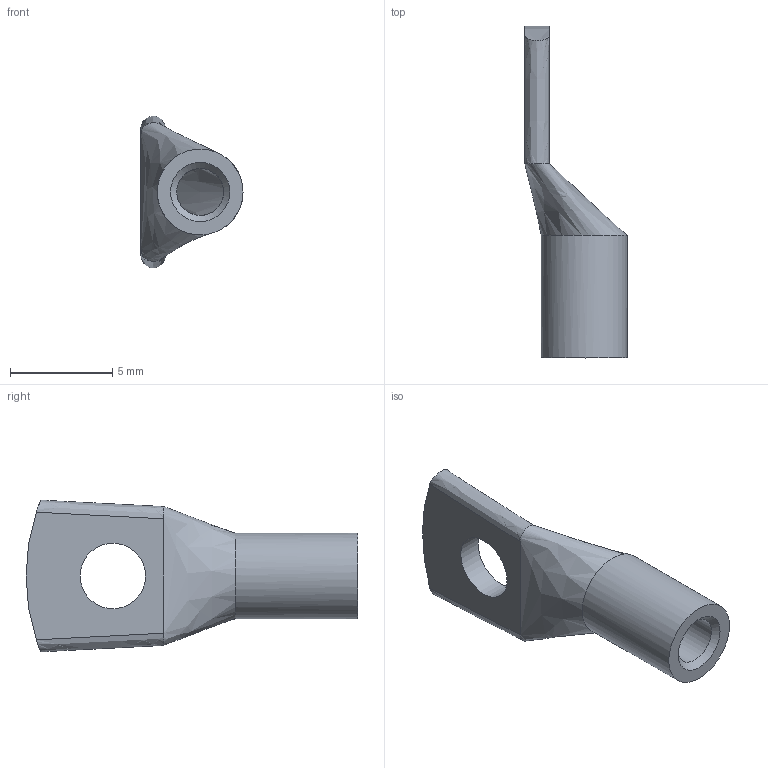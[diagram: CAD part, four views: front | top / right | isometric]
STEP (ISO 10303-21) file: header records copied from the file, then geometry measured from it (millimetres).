
FILE_DESCRIPTION(/* description */ ('Unknown'),/* implementation_level */ '2;1');
FILE_NAME(/* name */ '55803025',/* time_stamp */ '2020-03-11T11:23:05+01:00',/* author */ ('Unknown'),/* organization */ ('Unknown'),/* preprocessor_version */ 'ST-DEVELOPER v16.7',/* originating_system */ 'DEX',/* authorisation */ $);
FILE_SCHEMA (('AUTOMOTIVE_DESIGN {1 0 10303 214 3 1 1}'));
Length unit declared in the file: millimetre
Products named in the file (1): 55803025
Bounding box: 5 x 16.25 x 7.43 mm (x, y, z)
Volume: 132.7 mm3; surface area: 329.8 mm2
Topology: 1 solids, 1 shells, 13 faces, 39 edges, 29 vertices
Faces by surface type: plane 4, bspline 4, cylinder 4, cone 1
Full cylindrical faces by diameter (mm): 2.3 x1, 3.2 x1, 4.2 x1
Entity records: 794 total; most frequent: CARTESIAN_POINT 444, DIRECTION 64, ORIENTED_EDGE 60, EDGE_CURVE 30, AXIS2_PLACEMENT_3D 28, VERTEX_POINT 26, EDGE_LOOP 22, FACE_BOUND 22
